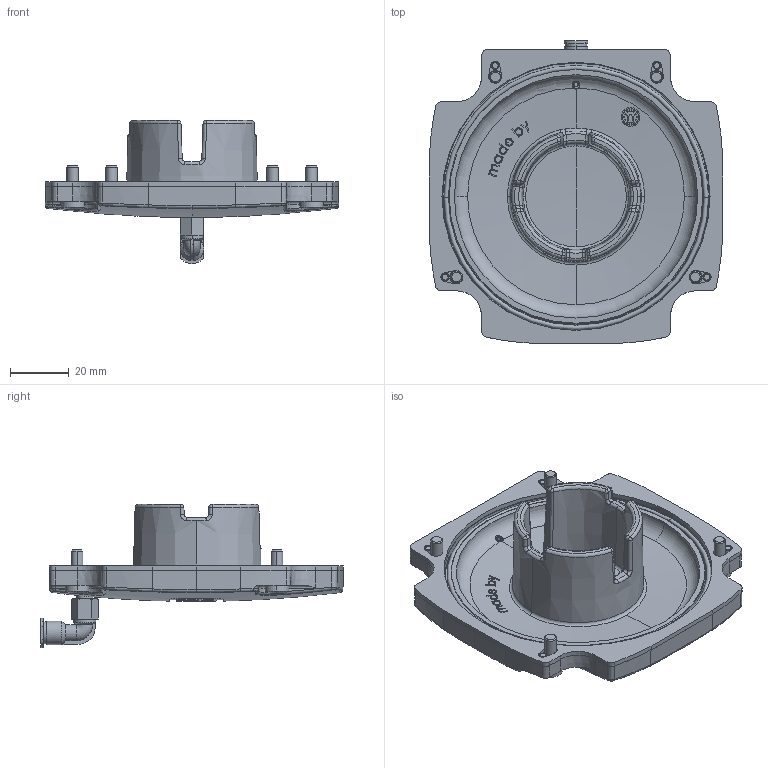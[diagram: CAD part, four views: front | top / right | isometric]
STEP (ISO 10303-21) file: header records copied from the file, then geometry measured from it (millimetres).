
FILE_DESCRIPTION (( 'STEP AP214' ), '1' );
FILE_NAME ('1-100003830_ANSCHLUSSKIT IP67-ACM3-100_000.STEP', '2012-01-16T14:28:17', ( 'IM' ), ( 'Berger Lahr' ), 'SwSTEP 2.0', 'SolidWorks 2010', '' );
FILE_SCHEMA (( 'AUTOMOTIVE_DESIGN' ));
Length unit declared in the file: millimetre
Products named in the file (6): 1-100005572_FLACHDICHTUNG-ACM3-100-0-0_000; DIN 7985 - Flachkopfschraube mit Innensechsrund M 4 x 12     30740001; O-Ring DIN 3771 - 87 x 1,5; 1-100005292_ABSCHLUSSDECKEL-ACM3-100-0-0_000_IP67 Luftanschluss; 57100490_IQSML M34 LUFTANSCHLUSS_000; 1-100003830_ANSCHLUSSKIT IP67-ACM3-100_000
Assembly tree (8 placements, depth 2):
  1-100003830_ANSCHLUSSKIT IP67-ACM3-100_000
    1-100005572_FLACHDICHTUNG-ACM3-100-0-0_000
    DIN 7985 - Flachkopfschraube mit Innensechsrund M 4 x 12     30740001  x4
    O-Ring DIN 3771 - 87 x 1,5
    1-100005292_ABSCHLUSSDECKEL-ACM3-100-0-0_000_IP67 Luftanschluss
    57100490_IQSML M34 LUFTANSCHLUSS_000
Bounding box: 100 x 103 x 48.7 mm (x, y, z)
Volume: 58404.2 mm3; surface area: 37856 mm2
Topology: 8 solids, 8 shells, 988 faces, 2518 edges, 1588 vertices
Faces by surface type: plane 308, cylinder 291, bspline 117, torus 98, cone 94, sphere 80
Entity records: 33886 total; most frequent: CARTESIAN_POINT 12330, ORIENTED_EDGE 4492, DIRECTION 4207, EDGE_CURVE 2246, AXIS2_PLACEMENT_3D 1753, VERTEX_POINT 1426, CIRCLE 982, EDGE_LOOP 950
